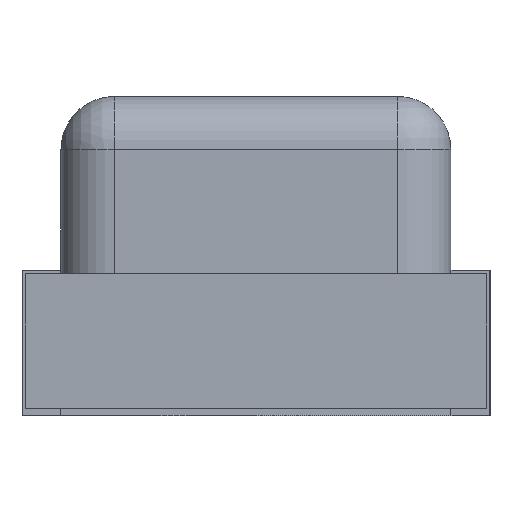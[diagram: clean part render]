
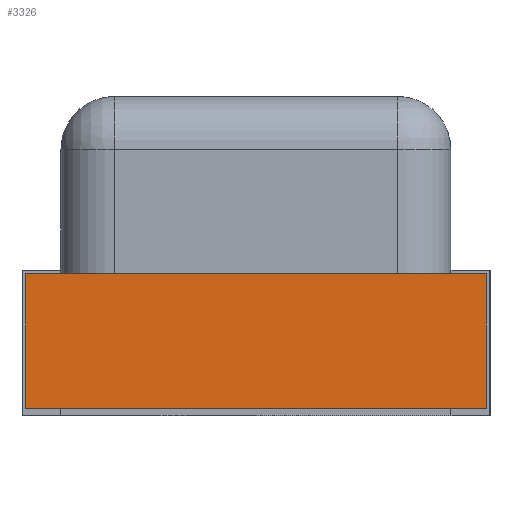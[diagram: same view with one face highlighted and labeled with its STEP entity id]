
A CAD part, left-side view. The second image highlights one B-rep face of the part: STEP entity #3326.
In plain terms, the highlighted planar face has unit normal (-1, 0, 0).
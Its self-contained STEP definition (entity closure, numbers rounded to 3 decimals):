
#570 = PLANE('',#571);
#571 = AXIS2_PLACEMENT_3D('',#572,#573,#574);
#572 = CARTESIAN_POINT('',(-1.6,-0.65,0.4));
#573 = DIRECTION('',(0.,0.,1.));
#574 = DIRECTION('',(1.,0.,0.));
#596 = PLANE('',#597);
#597 = AXIS2_PLACEMENT_3D('',#598,#599,#600);
#598 = CARTESIAN_POINT('',(-1.6,0.65,0.02));
#599 = DIRECTION('',(0.,1.,0.));
#600 = DIRECTION('',(0.,0.,1.));
#620 = PLANE('',#621);
#621 = AXIS2_PLACEMENT_3D('',#622,#623,#624);
#622 = CARTESIAN_POINT('',(-1.6,-0.65,0.02));
#623 = DIRECTION('',(0.,0.,1.));
#624 = DIRECTION('',(1.,0.,0.));
#1321 = VERTEX_POINT('',#1322);
#1322 = CARTESIAN_POINT('',(-1.6,0.65,0.02));
#1343 = EDGE_CURVE('',#1344,#1321,#1346,.T.);
#1344 = VERTEX_POINT('',#1345);
#1345 = CARTESIAN_POINT('',(-1.6,-0.65,0.02));
#1346 = SURFACE_CURVE('',#1347,(#1351,#1358),.PCURVE_S1.);
#1347 = LINE('',#1348,#1349);
#1348 = CARTESIAN_POINT('',(-1.6,-0.65,0.02));
#1349 = VECTOR('',#1350,1.);
#1350 = DIRECTION('',(0.,1.,0.));
#1351 = PCURVE('',#620,#1352);
#1352 = DEFINITIONAL_REPRESENTATION('',(#1353),#1357);
#1353 = LINE('',#1354,#1355);
#1354 = CARTESIAN_POINT('',(0.,0.));
#1355 = VECTOR('',#1356,1.);
#1356 = DIRECTION('',(0.,1.));
#1357 = ( GEOMETRIC_REPRESENTATION_CONTEXT(2) 
PARAMETRIC_REPRESENTATION_CONTEXT() REPRESENTATION_CONTEXT('2D SPACE',''
  ) );
#1358 = PCURVE('',#1359,#1364);
#1359 = PLANE('',#1360);
#1360 = AXIS2_PLACEMENT_3D('',#1361,#1362,#1363);
#1361 = CARTESIAN_POINT('',(-1.6,-0.65,0.02));
#1362 = DIRECTION('',(1.,0.,0.));
#1363 = DIRECTION('',(0.,0.,1.));
#1364 = DEFINITIONAL_REPRESENTATION('',(#1365),#1369);
#1365 = LINE('',#1366,#1367);
#1366 = CARTESIAN_POINT('',(0.,0.));
#1367 = VECTOR('',#1368,1.);
#1368 = DIRECTION('',(0.,-1.));
#1369 = ( GEOMETRIC_REPRESENTATION_CONTEXT(2) 
PARAMETRIC_REPRESENTATION_CONTEXT() REPRESENTATION_CONTEXT('2D SPACE',''
  ) );
#1387 = PLANE('',#1388);
#1388 = AXIS2_PLACEMENT_3D('',#1389,#1390,#1391);
#1389 = CARTESIAN_POINT('',(-1.6,-0.65,0.02));
#1390 = DIRECTION('',(0.,1.,0.));
#1391 = DIRECTION('',(0.,0.,1.));
#1476 = EDGE_CURVE('',#1321,#1477,#1479,.T.);
#1477 = VERTEX_POINT('',#1478);
#1478 = CARTESIAN_POINT('',(-1.6,0.65,0.4));
#1479 = SURFACE_CURVE('',#1480,(#1484,#1491),.PCURVE_S1.);
#1480 = LINE('',#1481,#1482);
#1481 = CARTESIAN_POINT('',(-1.6,0.65,0.02));
#1482 = VECTOR('',#1483,1.);
#1483 = DIRECTION('',(0.,0.,1.));
#1484 = PCURVE('',#596,#1485);
#1485 = DEFINITIONAL_REPRESENTATION('',(#1486),#1490);
#1486 = LINE('',#1487,#1488);
#1487 = CARTESIAN_POINT('',(0.,0.));
#1488 = VECTOR('',#1489,1.);
#1489 = DIRECTION('',(1.,0.));
#1490 = ( GEOMETRIC_REPRESENTATION_CONTEXT(2) 
PARAMETRIC_REPRESENTATION_CONTEXT() REPRESENTATION_CONTEXT('2D SPACE',''
  ) );
#1491 = PCURVE('',#1359,#1492);
#1492 = DEFINITIONAL_REPRESENTATION('',(#1493),#1497);
#1493 = LINE('',#1494,#1495);
#1494 = CARTESIAN_POINT('',(0.,-1.3));
#1495 = VECTOR('',#1496,1.);
#1496 = DIRECTION('',(1.,0.));
#1497 = ( GEOMETRIC_REPRESENTATION_CONTEXT(2) 
PARAMETRIC_REPRESENTATION_CONTEXT() REPRESENTATION_CONTEXT('2D SPACE',''
  ) );
#1525 = EDGE_CURVE('',#1526,#1477,#1528,.T.);
#1526 = VERTEX_POINT('',#1527);
#1527 = CARTESIAN_POINT('',(-1.6,-0.65,0.4));
#1528 = SURFACE_CURVE('',#1529,(#1533,#1540),.PCURVE_S1.);
#1529 = LINE('',#1530,#1531);
#1530 = CARTESIAN_POINT('',(-1.6,-0.65,0.4));
#1531 = VECTOR('',#1532,1.);
#1532 = DIRECTION('',(0.,1.,0.));
#1533 = PCURVE('',#570,#1534);
#1534 = DEFINITIONAL_REPRESENTATION('',(#1535),#1539);
#1535 = LINE('',#1536,#1537);
#1536 = CARTESIAN_POINT('',(0.,0.));
#1537 = VECTOR('',#1538,1.);
#1538 = DIRECTION('',(0.,1.));
#1539 = ( GEOMETRIC_REPRESENTATION_CONTEXT(2) 
PARAMETRIC_REPRESENTATION_CONTEXT() REPRESENTATION_CONTEXT('2D SPACE',''
  ) );
#1540 = PCURVE('',#1359,#1541);
#1541 = DEFINITIONAL_REPRESENTATION('',(#1542),#1546);
#1542 = LINE('',#1543,#1544);
#1543 = CARTESIAN_POINT('',(0.38,0.));
#1544 = VECTOR('',#1545,1.);
#1545 = DIRECTION('',(0.,-1.));
#1546 = ( GEOMETRIC_REPRESENTATION_CONTEXT(2) 
PARAMETRIC_REPRESENTATION_CONTEXT() REPRESENTATION_CONTEXT('2D SPACE',''
  ) );
#3304 = EDGE_CURVE('',#1344,#1526,#3305,.T.);
#3305 = SURFACE_CURVE('',#3306,(#3310,#3317),.PCURVE_S1.);
#3306 = LINE('',#3307,#3308);
#3307 = CARTESIAN_POINT('',(-1.6,-0.65,0.02));
#3308 = VECTOR('',#3309,1.);
#3309 = DIRECTION('',(0.,0.,1.));
#3310 = PCURVE('',#1387,#3311);
#3311 = DEFINITIONAL_REPRESENTATION('',(#3312),#3316);
#3312 = LINE('',#3313,#3314);
#3313 = CARTESIAN_POINT('',(0.,0.));
#3314 = VECTOR('',#3315,1.);
#3315 = DIRECTION('',(1.,0.));
#3316 = ( GEOMETRIC_REPRESENTATION_CONTEXT(2) 
PARAMETRIC_REPRESENTATION_CONTEXT() REPRESENTATION_CONTEXT('2D SPACE',''
  ) );
#3317 = PCURVE('',#1359,#3318);
#3318 = DEFINITIONAL_REPRESENTATION('',(#3319),#3323);
#3319 = LINE('',#3320,#3321);
#3320 = CARTESIAN_POINT('',(0.,0.));
#3321 = VECTOR('',#3322,1.);
#3322 = DIRECTION('',(1.,0.));
#3323 = ( GEOMETRIC_REPRESENTATION_CONTEXT(2) 
PARAMETRIC_REPRESENTATION_CONTEXT() REPRESENTATION_CONTEXT('2D SPACE',''
  ) );
#3326 = ADVANCED_FACE('',(#3327),#1359,.F.);
#3327 = FACE_BOUND('',#3328,.F.);
#3328 = EDGE_LOOP('',(#3329,#3330,#3331,#3332));
#3329 = ORIENTED_EDGE('',*,*,#3304,.F.);
#3330 = ORIENTED_EDGE('',*,*,#1343,.T.);
#3331 = ORIENTED_EDGE('',*,*,#1476,.T.);
#3332 = ORIENTED_EDGE('',*,*,#1525,.F.);
